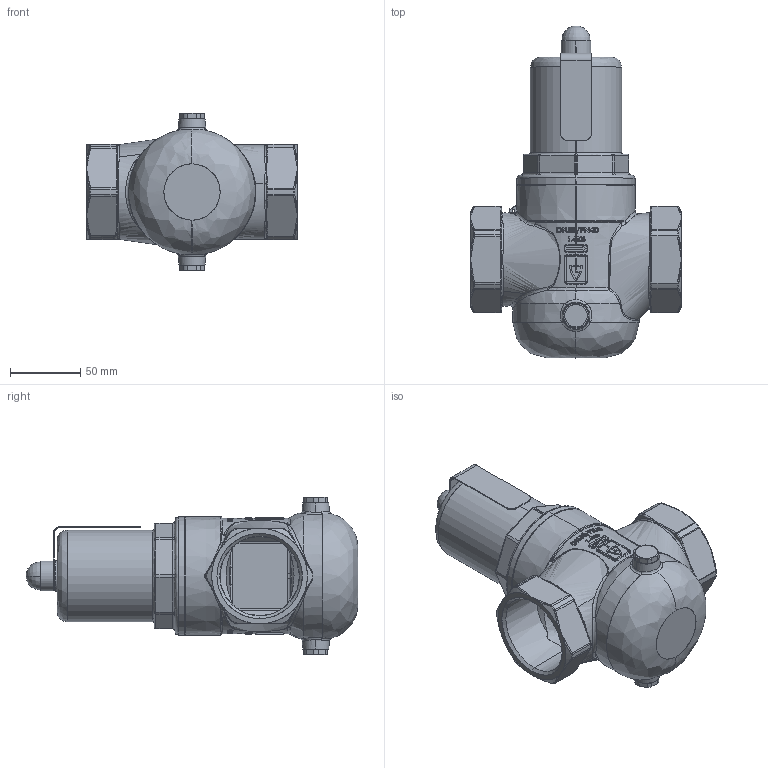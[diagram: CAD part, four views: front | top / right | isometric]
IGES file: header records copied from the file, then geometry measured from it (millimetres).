
Start section: SolidWorks IGES file using analytic representation for surfaces
Global section: file name: 481mGFO-HP-50-F+F-50+50.IGS; native system: SolidWorks 2014; preprocessor: SolidWorks 2014; author: Blankenhorn; date: 160310.162721; units: millimetre
Bounding box: 150 x 236.2 x 112 mm (x, y, z)
Surface area: 162911.7 mm2 (no closed solid volume)
Topology: 0 solids, 0 shells, 1358 faces, 16552 edges, 16508 vertices
Faces by surface type: bspline 923, revolution 435
